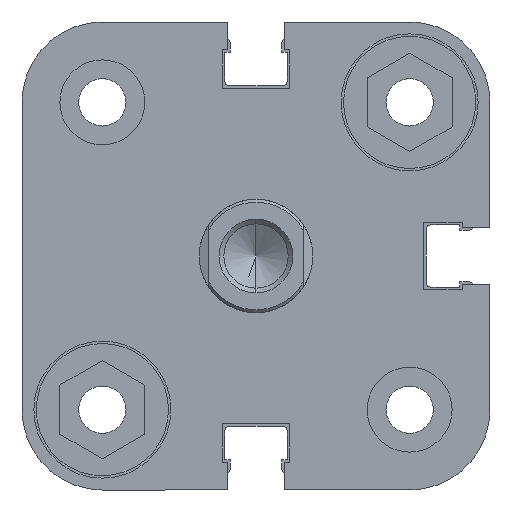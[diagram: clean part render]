
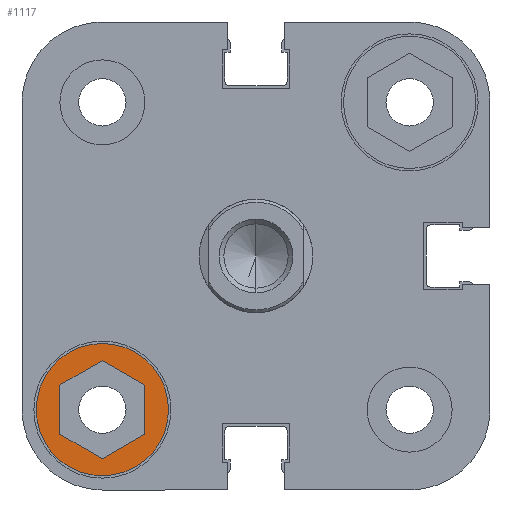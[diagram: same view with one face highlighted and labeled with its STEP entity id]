
A CAD part, left-side view. The second image highlights one B-rep face of the part: STEP entity #1117.
In plain terms, the highlighted planar face has unit normal (-1, 0, 0).
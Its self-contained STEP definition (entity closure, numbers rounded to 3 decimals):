
#250 = VERTEX_POINT ( 'NONE', #5082 ) ;
#480 = ORIENTED_EDGE ( 'NONE', *, *, #6720, .T. ) ;
#481 = ORIENTED_EDGE ( 'NONE', *, *, #6701, .T. ) ;
#482 = ORIENTED_EDGE ( 'NONE', *, *, #6684, .T. ) ;
#483 = ORIENTED_EDGE ( 'NONE', *, *, #6745, .T. ) ;
#484 = ORIENTED_EDGE ( 'NONE', *, *, #6520, .T. ) ;
#485 = ORIENTED_EDGE ( 'NONE', *, *, #6677, .T. ) ;
#486 = ORIENTED_EDGE ( 'NONE', *, *, #6614, .F. ) ;
#487 = ORIENTED_EDGE ( 'NONE', *, *, #6724, .F. ) ;
#1117 = ADVANCED_FACE ( 'NONE', ( #4242, #4238 ), #5899, .F. ) ;
#1487 = AXIS2_PLACEMENT_3D ( 'NONE', #5891, #5900, #5901 ) ;
#1679 = AXIS2_PLACEMENT_3D ( 'NONE', #7443, #7450, #7451 ) ;
#1731 = AXIS2_PLACEMENT_3D ( 'NONE', #7720, #7722, #7723 ) ;
#1970 = CARTESIAN_POINT ( 'NONE',  ( -24.75, 11.75, -18.848 ) ) ;
#2171 = CARTESIAN_POINT ( 'NONE',  ( -24.75, 16.25, -9.25 ) ) ;
#2197 = CARTESIAN_POINT ( 'NONE',  ( -24.75, 16.25, -23.25 ) ) ;
#2936 = CARTESIAN_POINT ( 'NONE',  ( -24.75, 20.75, -13.652 ) ) ;
#2937 = DIRECTION ( 'NONE',  ( 0., 0., 1. ) ) ;
#3245 = LINE ( 'NONE', #2936, #3246 ) ;
#3246 = VECTOR ( 'NONE', #2937, 1000. ) ;
#3389 = CIRCLE ( 'NONE', #1679, 7. ) ;
#3476 = LINE ( 'NONE', #7611, #3477 ) ;
#3477 = VECTOR ( 'NONE', #7612, 1000. ) ;
#3483 = LINE ( 'NONE', #7629, #3485 ) ;
#3485 = VECTOR ( 'NONE', #7630, 1000. ) ;
#3516 = LINE ( 'NONE', #7670, #3517 ) ;
#3517 = VECTOR ( 'NONE', #7671, 1000. ) ;
#3546 = LINE ( 'NONE', #7711, #3547 ) ;
#3547 = VECTOR ( 'NONE', #7712, 1000. ) ;
#3557 = CIRCLE ( 'NONE', #1731, 7. ) ;
#3580 = LINE ( 'NONE', #7760, #3583 ) ;
#3583 = VECTOR ( 'NONE', #7770, 1000. ) ;
#4238 = FACE_OUTER_BOUND ( 'NONE', #7189, .T. ) ;
#4242 = FACE_BOUND ( 'NONE', #7171, .T. ) ;
#4771 = VERTEX_POINT ( 'NONE', #1970 ) ;
#4972 = VERTEX_POINT ( 'NONE', #2171 ) ;
#4998 = VERTEX_POINT ( 'NONE', #2197 ) ;
#5082 = CARTESIAN_POINT ( 'NONE',  ( -24.75, 16.25, -21.446 ) ) ;
#5891 = CARTESIAN_POINT ( 'NONE',  ( -24.75, 6., 0. ) ) ;
#5899 = PLANE ( 'NONE',  #1487 ) ;
#5900 = DIRECTION ( 'NONE',  ( 1., 0., 0. ) ) ;
#5901 = DIRECTION ( 'NONE',  ( 0., 0., -1. ) ) ;
#6520 = EDGE_CURVE ( 'NONE', #6829, #6891, #3245, .T. ) ;
#6614 = EDGE_CURVE ( 'NONE', #4998, #4972, #3389, .T. ) ;
#6677 = EDGE_CURVE ( 'NONE', #6891, #6828, #3476, .T. ) ;
#6684 = EDGE_CURVE ( 'NONE', #4771, #250, #3483, .T. ) ;
#6701 = EDGE_CURVE ( 'NONE', #6843, #4771, #3516, .T. ) ;
#6720 = EDGE_CURVE ( 'NONE', #6828, #6843, #3546, .T. ) ;
#6724 = EDGE_CURVE ( 'NONE', #4972, #4998, #3557, .T. ) ;
#6745 = EDGE_CURVE ( 'NONE', #250, #6829, #3580, .T. ) ;
#6828 = VERTEX_POINT ( 'NONE', #7831 ) ;
#6829 = VERTEX_POINT ( 'NONE', #7832 ) ;
#6843 = VERTEX_POINT ( 'NONE', #7846 ) ;
#6891 = VERTEX_POINT ( 'NONE', #7893 ) ;
#7171 = EDGE_LOOP ( 'NONE', ( #480, #481, #482, #483, #484, #485 ) ) ;
#7189 = EDGE_LOOP ( 'NONE', ( #486, #487 ) ) ;
#7443 = CARTESIAN_POINT ( 'NONE',  ( -24.75, 16.25, -16.25 ) ) ;
#7450 = DIRECTION ( 'NONE',  ( 1., 0., 0. ) ) ;
#7451 = DIRECTION ( 'NONE',  ( 0., 0., -1. ) ) ;
#7611 = CARTESIAN_POINT ( 'NONE',  ( -24.75, 16.25, -11.054 ) ) ;
#7612 = DIRECTION ( 'NONE',  ( 0., -0.866, 0.5 ) ) ;
#7629 = CARTESIAN_POINT ( 'NONE',  ( -24.75, 16.25, -21.446 ) ) ;
#7630 = DIRECTION ( 'NONE',  ( 0., 0.866, -0.5 ) ) ;
#7670 = CARTESIAN_POINT ( 'NONE',  ( -24.75, 11.75, -18.848 ) ) ;
#7671 = DIRECTION ( 'NONE',  ( 0., 0., -1. ) ) ;
#7711 = CARTESIAN_POINT ( 'NONE',  ( -24.75, 11.75, -13.652 ) ) ;
#7712 = DIRECTION ( 'NONE',  ( 0., -0.866, -0.5 ) ) ;
#7720 = CARTESIAN_POINT ( 'NONE',  ( -24.75, 16.25, -16.25 ) ) ;
#7722 = DIRECTION ( 'NONE',  ( 1., 0., 0. ) ) ;
#7723 = DIRECTION ( 'NONE',  ( 0., 0., -1. ) ) ;
#7760 = CARTESIAN_POINT ( 'NONE',  ( -24.75, 20.75, -18.848 ) ) ;
#7770 = DIRECTION ( 'NONE',  ( 0., 0.866, 0.5 ) ) ;
#7831 = CARTESIAN_POINT ( 'NONE',  ( -24.75, 16.25, -11.054 ) ) ;
#7832 = CARTESIAN_POINT ( 'NONE',  ( -24.75, 20.75, -18.848 ) ) ;
#7846 = CARTESIAN_POINT ( 'NONE',  ( -24.75, 11.75, -13.652 ) ) ;
#7893 = CARTESIAN_POINT ( 'NONE',  ( -24.75, 20.75, -13.652 ) ) ;
